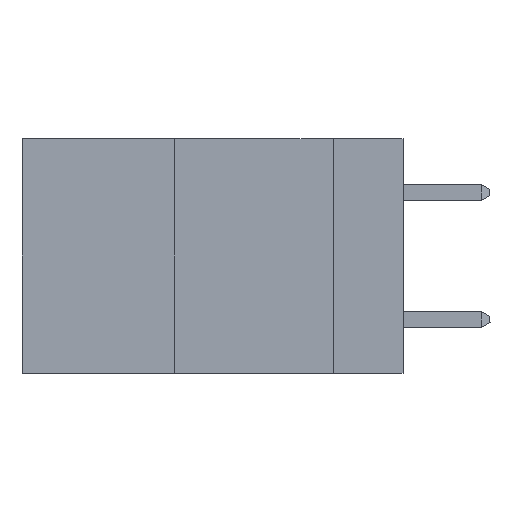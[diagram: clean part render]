
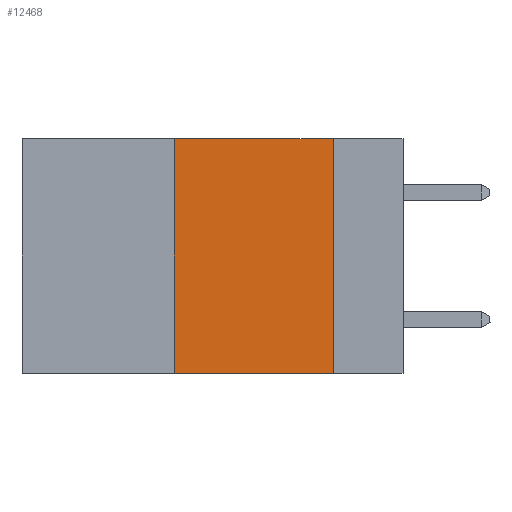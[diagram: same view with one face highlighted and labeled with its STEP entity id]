
A CAD part, left-side view. The second image highlights one B-rep face of the part: STEP entity #12468.
In plain terms, the highlighted planar face has unit normal (-1, 0, 0).
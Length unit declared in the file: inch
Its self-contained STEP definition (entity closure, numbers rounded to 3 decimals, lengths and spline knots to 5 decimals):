
#163 = ORIENTED_EDGE ( 'NONE', *, *, #8020, .F. ) ;
#287 = CARTESIAN_POINT ( 'NONE',  ( 0., 0.11, -0.37 ) ) ;
#394 = FACE_OUTER_BOUND ( 'NONE', #6709, .T. ) ;
#823 = ORIENTED_EDGE ( 'NONE', *, *, #3766, .T. ) ;
#1043 = DIRECTION ( 'NONE',  ( 0., -1., 0. ) ) ;
#1074 = AXIS2_PLACEMENT_3D ( 'NONE', #6192, #9251, #15470 ) ;
#1127 = CARTESIAN_POINT ( 'NONE',  ( 0., 0.36, 0. ) ) ;
#1262 = CARTESIAN_POINT ( 'NONE',  ( 0., 0.6, -0.37 ) ) ;
#1764 = DIRECTION ( 'NONE',  ( 0., 0., -1. ) ) ;
#1769 = VERTEX_POINT ( 'NONE', #4682 ) ;
#1853 = LINE ( 'NONE', #1127, #4536 ) ;
#2213 = VERTEX_POINT ( 'NONE', #2622 ) ;
#2495 = DIRECTION ( 'NONE',  ( 0., 0., 1. ) ) ;
#2622 = CARTESIAN_POINT ( 'NONE',  ( 0., 0.11, 0. ) ) ;
#3766 = EDGE_CURVE ( 'NONE', #11926, #13755, #6088, .T. ) ;
#4218 = VECTOR ( 'NONE', #1764, 39.37008 ) ;
#4536 = VECTOR ( 'NONE', #2495, 39.37008 ) ;
#4682 = CARTESIAN_POINT ( 'NONE',  ( 0., 0.36, 0. ) ) ;
#4799 = CARTESIAN_POINT ( 'NONE',  ( 0., 0.36, -0.37 ) ) ;
#5423 = LINE ( 'NONE', #8198, #4218 ) ;
#6088 = LINE ( 'NONE', #1262, #6807 ) ;
#6192 = CARTESIAN_POINT ( 'NONE',  ( 0., 0.6, 0. ) ) ;
#6255 = CARTESIAN_POINT ( 'NONE',  ( 0., 0.6, 0. ) ) ;
#6559 = VECTOR ( 'NONE', #7554, 39.37008 ) ;
#6709 = EDGE_LOOP ( 'NONE', ( #16745, #163, #18159, #823 ) ) ;
#6807 = VECTOR ( 'NONE', #1043, 39.37008 ) ;
#7554 = DIRECTION ( 'NONE',  ( 0., -1., 0. ) ) ;
#8020 = EDGE_CURVE ( 'NONE', #1769, #2213, #9490, .T. ) ;
#8198 = CARTESIAN_POINT ( 'NONE',  ( 0., 0.11, 0. ) ) ;
#9251 = DIRECTION ( 'NONE',  ( 1., 0., 0. ) ) ;
#9490 = LINE ( 'NONE', #6255, #6559 ) ;
#11926 = VERTEX_POINT ( 'NONE', #4799 ) ;
#12278 = PLANE ( 'NONE',  #1074 ) ;
#12468 = ADVANCED_FACE ( 'NONE', ( #394 ), #12278, .F. ) ;
#13755 = VERTEX_POINT ( 'NONE', #287 ) ;
#15470 = DIRECTION ( 'NONE',  ( 0., 0., -1. ) ) ;
#16745 = ORIENTED_EDGE ( 'NONE', *, *, #16859, .F. ) ;
#16859 = EDGE_CURVE ( 'NONE', #2213, #13755, #5423, .T. ) ;
#17172 = EDGE_CURVE ( 'NONE', #11926, #1769, #1853, .T. ) ;
#18159 = ORIENTED_EDGE ( 'NONE', *, *, #17172, .F. ) ;
